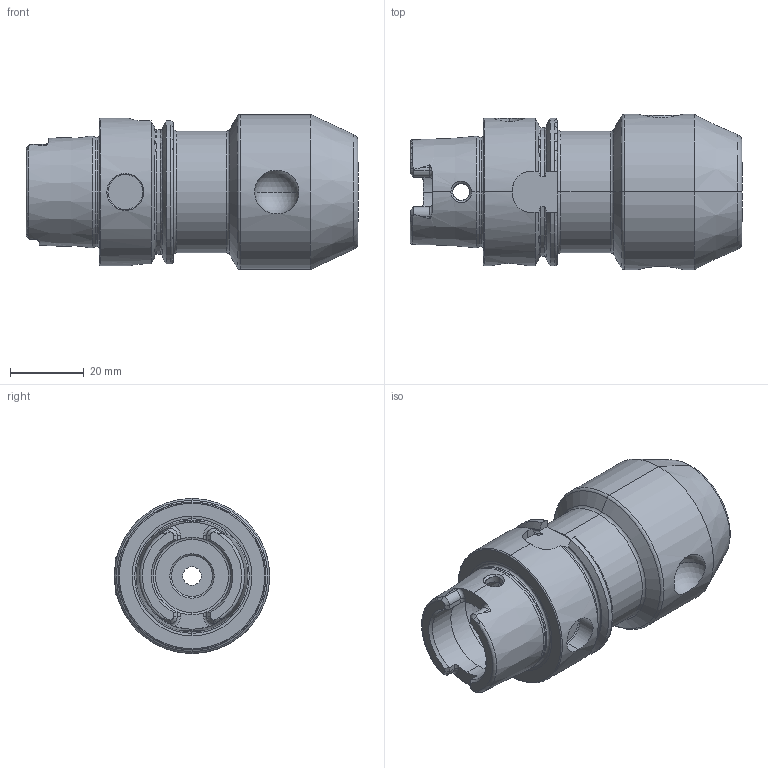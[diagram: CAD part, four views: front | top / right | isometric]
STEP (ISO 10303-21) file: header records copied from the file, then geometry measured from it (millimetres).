
FILE_DESCRIPTION (( 'STEP AP203' ), '1' );
FILE_NAME ('HA4.W12.K01.070.STEP', '2018-02-16T08:11:04', ( 'SWIAdmin' ), ( 'Hewlett-Packard Company' ), 'SwSTEP 2.0', 'SolidWorks 2017', '' );
FILE_SCHEMA (( 'CONFIG_CONTROL_DESIGN' ));
Length unit declared in the file: millimetre
Products named in the file (3): HA4-W12.K01.070_B_Fertigbearbeitung; W12-ER1.001.016; HA4.W12.K01.070
Assembly tree (2 placements, depth 2):
  HA4.W12.K01.070
    HA4-W12.K01.070_B_Fertigbearbeitung
    W12-ER1.001.016
Bounding box: 89.9 x 42 x 42 mm (x, y, z)
Volume: 74230.8 mm3; surface area: 19004.1 mm2
Topology: 2 solids, 2 shells, 207 faces, 518 edges, 319 vertices
Faces by surface type: cylinder 60, plane 58, torus 45, cone 36, bspline 6, sphere 2
Entity records: 8085 total; most frequent: CARTESIAN_POINT 2957, ORIENTED_EDGE 1032, DIRECTION 1007, EDGE_CURVE 516, AXIS2_PLACEMENT_3D 414, VERTEX_POINT 319, EDGE_LOOP 221, CIRCLE 208
